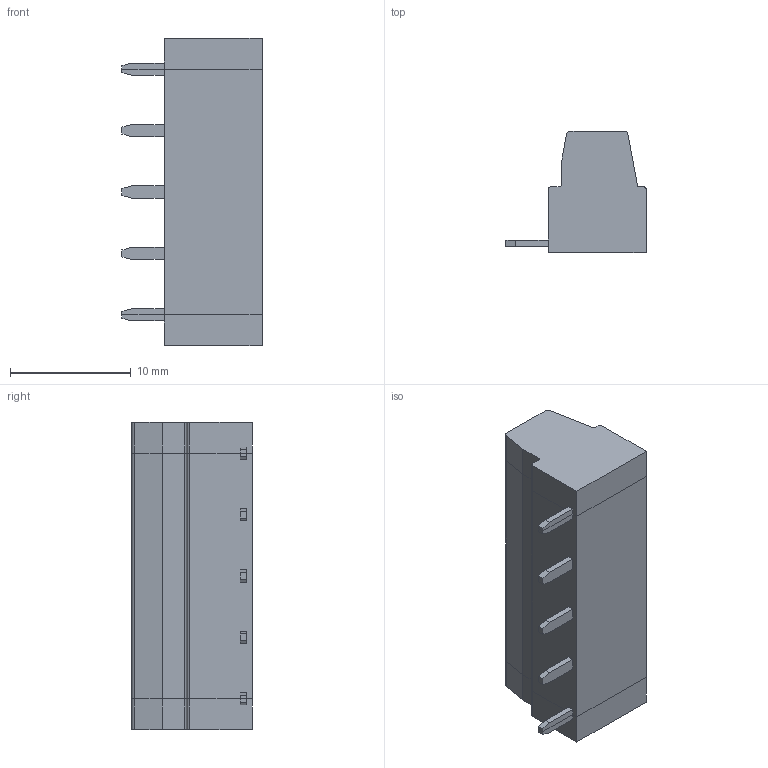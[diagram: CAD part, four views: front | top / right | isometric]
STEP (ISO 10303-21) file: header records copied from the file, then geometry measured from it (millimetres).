
FILE_DESCRIPTION( ( 'Unknown' ), '1' );
FILE_NAME( '691241500005.stp', 'Unknown', ( 'Unknown' ), ( 'Unknown' ), 'PSStep 18.0.17', 'Unknown', ' ' );
FILE_SCHEMA( ( 'AUTOMOTIVE_DESIGN { 1 0 10303 214 1 1 1 1 }' ) );
Length unit declared in the file: millimetre
Products named in the file (4): Assem1; 6912415000xx_DX; 6912415000xx_SX; 691241500005
Assembly tree (3 placements, depth 2):
  Assem1
    6912415000xx_DX
    6912415000xx_SX
    691241500005
Bounding box: 11.6 x 10 x 25.4 mm (x, y, z)
Volume: 1498.3 mm3; surface area: 1688.2 mm2
Topology: 3 solids, 3 shells, 255 faces, 691 edges, 454 vertices
Faces by surface type: plane 230, cylinder 25
Full cylindrical faces by diameter (mm): 3.8 x3
Entity records: 9960 total; most frequent: CARTESIAN_POINT 1395, ORIENTED_EDGE 1370, DIRECTION 1270, EDGE_CURVE 685, LINE 618, VECTOR 618, VERTEX_POINT 451, AXIS2_PLACEMENT_3D 326
